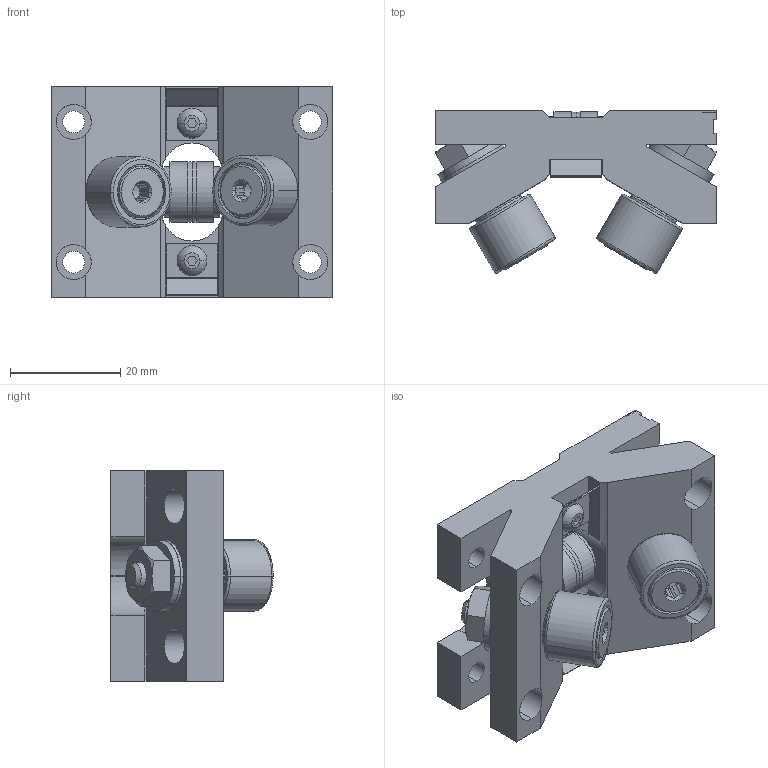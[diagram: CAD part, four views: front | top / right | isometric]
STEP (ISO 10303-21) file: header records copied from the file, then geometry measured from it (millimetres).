
FILE_DESCRIPTION (( 'STEP AP214' ), '1' );
FILE_NAME ('RollerBearing_441886D6D7.step', '2021-08-20T14:35:27', ( '' ), ( '' ), 'SwSTEP 2.0', 'SolidWorks 2019', '' );
FILE_SCHEMA (( 'AUTOMOTIVE_DESIGN' ));
Length unit declared in the file: inch
Products named in the file (3): MNDgbUab5V_CADModel_0; RollerBearing_441886D6D7
Assembly tree (1 placements, depth 2):
  RollerBearing_441886D6D7
    MNDgbUab5V_CADModel_0
  MNDgbUab5V_CADModel_0
Bounding box: 51.07 x 29.37 x 38.1 mm (x, y, z)
Volume: 25943.3 mm3; surface area: 14298 mm2
Topology: 14 solids, 14 shells, 368 faces, 917 edges, 588 vertices
Faces by surface type: plane 173, cylinder 119, cone 60, bspline 8, torus 4, sphere 4
Entity records: 16621 total; most frequent: CARTESIAN_POINT 2706, DIRECTION 1889, ORIENTED_EDGE 1826, EDGE_CURVE 913, AXIS2_PLACEMENT_3D 707, VERTEX_POINT 588, LINE 475, VECTOR 475
